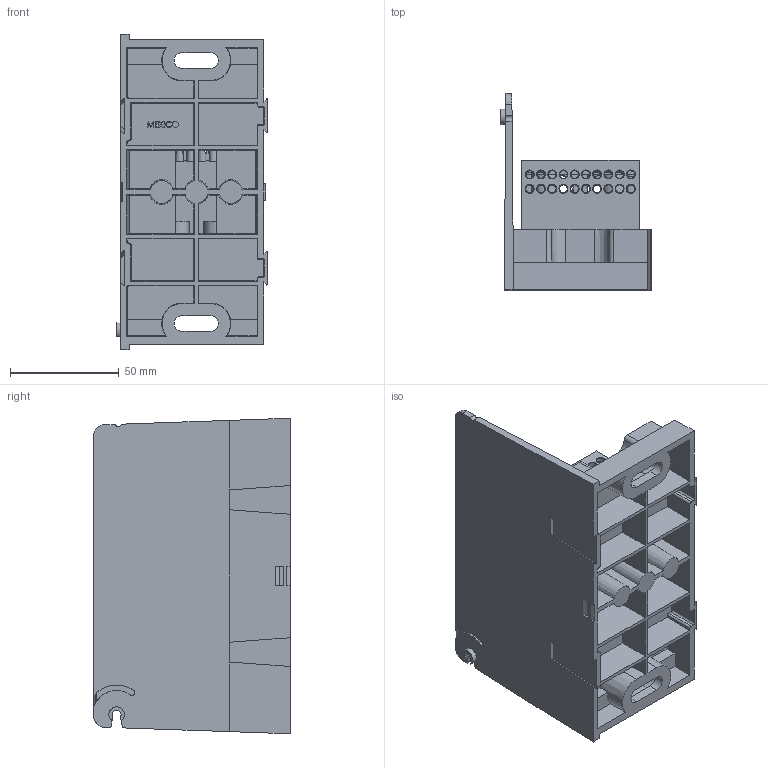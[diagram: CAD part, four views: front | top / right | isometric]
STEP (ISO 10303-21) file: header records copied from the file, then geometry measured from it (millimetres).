
FILE_DESCRIPTION (( 'STEP AP214' ), '1' );
FILE_NAME ('702020revA-ADDER.STEP', '2017-05-03T14:35:37', ( '' ), ( '' ), 'SwSTEP 2.0', 'SolidWorks 2016', '' );
FILE_SCHEMA (( 'AUTOMOTIVE_DESIGN' ));
Length unit declared in the file: inch
Products named in the file (1): 702020revA-ADDER
Bounding box: 69.22 x 90.17 x 144.78 mm (x, y, z)
Surface area: 86521 mm2 (no closed solid volume)
Topology: 0 solids, 27 shells, 469 faces, 1677 edges, 1140 vertices
Faces by surface type: plane 265, cone 124, cylinder 80
Full cylindrical faces by diameter (mm): 3.581 x31, 4.166 x3, 11.125 x3, 12.7 x2
Entity records: 25530 total; most frequent: CARTESIAN_POINT 6700, ORIENTED_EDGE 2430, DIRECTION 2392, EDGE_CURVE 1496, VERTEX_POINT 1079, LINE 808, VECTOR 808, AXIS2_PLACEMENT_3D 792
